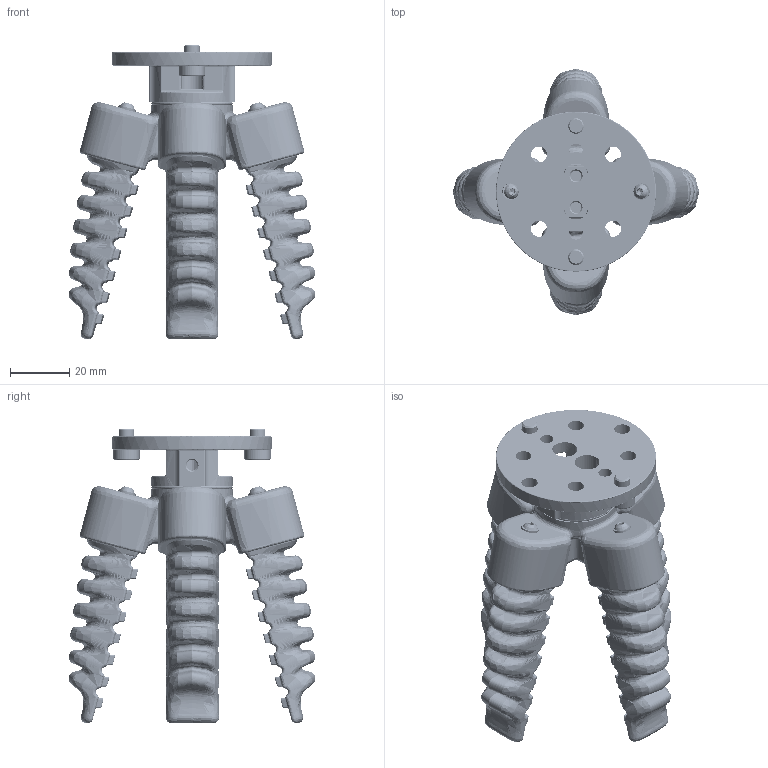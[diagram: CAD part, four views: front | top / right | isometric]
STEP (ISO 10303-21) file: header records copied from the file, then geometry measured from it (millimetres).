
FILE_DESCRIPTION(('FreeCAD Model'),'2;1');
FILE_NAME('Open CASCADE Shape Model','2025-04-25T19:18:20',('FreeCAD'),( 'FreeCAD'),'Open CASCADE STEP processor 7.6','FreeCAD','Unknown');
FILE_SCHEMA(('AUTOMOTIVE_DESIGN { 1 0 10303 214 1 1 1 1 }'));
Products named in the file (1): Open CASCADE STEP translator 7.6 1
Bounding box: 82.83 x 82.84 x 99.15 mm (x, y, z)
Volume: 109365.4 mm3; surface area: 61057.9 mm2
Topology: 28 solids, 28 shells, 3726 faces, 9094 edges, 5282 vertices
Faces by surface type: bspline 3726
Entity records: 309887 total; most frequent: CARTESIAN_POINT 260053, ORIENTED_EDGE 17744, EDGE_CURVE 8872, B_SPLINE_CURVE_WITH_KNOTS 5365, VERTEX_POINT 5282, FACE_BOUND 3906, EDGE_LOOP 3906, ADVANCED_FACE 3718
